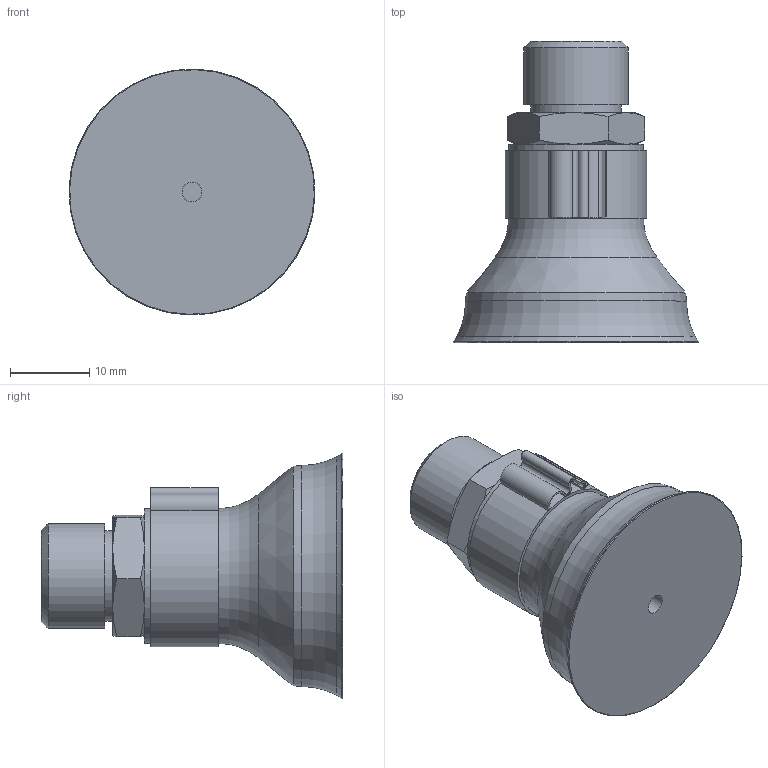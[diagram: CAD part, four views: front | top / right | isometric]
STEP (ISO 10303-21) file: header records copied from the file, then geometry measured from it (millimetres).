
FILE_DESCRIPTION(/* description */ (''),/* implementation_level */ '2;1');
FILE_NAME(/* name */ 'v31cn_rac16r1-4m_pcabrcobra17.stp',/* time_stamp */ '2020-11-20T10:55:39+01:00',/* author */ ('enginyeria'),/* organization */ (''),/* preprocessor_version */ 'ST-DEVELOPER v17.2',/* originating_system */ 'Autodesk Inventor 2019',/* authorisation */ '');
FILE_SCHEMA (('CONFIG_CONTROL_DESIGN'));
Length unit declared in the file: millimetre
Products named in the file (1): v31cn_rac16r1-4m_pcabrcobra17
Bounding box: 30.99 x 37.99 x 30.99 mm (x, y, z)
Volume: 11491.9 mm3; surface area: 3960 mm2
Topology: 1 solids, 1 shells, 59 faces, 154 edges, 102 vertices
Faces by surface type: plane 21, cylinder 18, cone 16, torus 4
Full cylindrical faces by diameter (mm): 2.5 x1, 3 x1, 11.445 x1, 13.157 x1, 17 x2
Entity records: 1953 total; most frequent: CARTESIAN_POINT 364, DIRECTION 334, ORIENTED_EDGE 308, EDGE_CURVE 154, AXIS2_PLACEMENT_3D 144, VERTEX_POINT 102, CIRCLE 84, EDGE_LOOP 66
